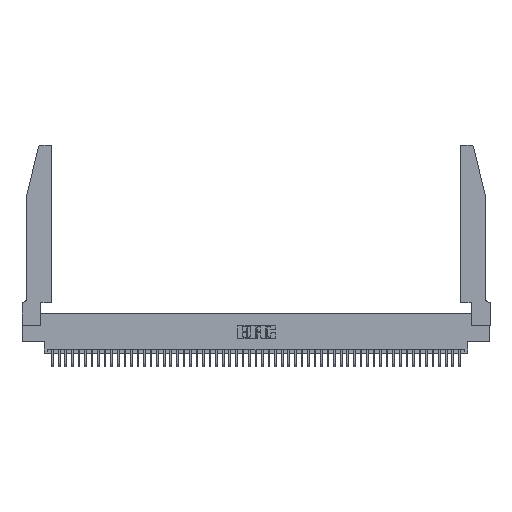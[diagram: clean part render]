
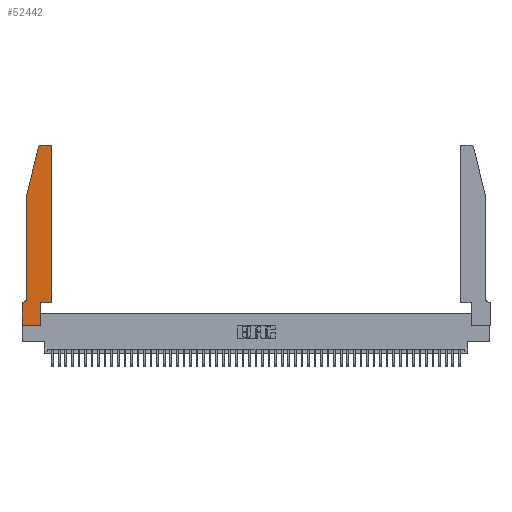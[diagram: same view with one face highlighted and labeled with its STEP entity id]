
A CAD part, top view. The second image highlights one B-rep face of the part: STEP entity #52442.
In plain terms, the highlighted planar face has unit normal (0, 0, 1).
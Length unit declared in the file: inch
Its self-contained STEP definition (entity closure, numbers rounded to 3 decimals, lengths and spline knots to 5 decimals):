
#260 = EDGE_LOOP ( 'NONE', ( #18112, #11090, #43784, #18788, #9187, #9853, #1273, #6584, #52658, #32429, #14358, #16928 ) ) ;
#1273 = ORIENTED_EDGE ( 'NONE', *, *, #4953, .T. ) ;
#1758 = PLANE ( 'NONE',  #33372 ) ;
#2025 = DIRECTION ( 'NONE',  ( 0., 0., 1. ) ) ;
#2472 = CARTESIAN_POINT ( 'NONE',  ( 0.4505, 2.72, 0.37 ) ) ;
#2505 = CARTESIAN_POINT ( 'NONE',  ( 0., 0., 0.37 ) ) ;
#3927 = CARTESIAN_POINT ( 'NONE',  ( 0.25487, 2.72718, 0.37 ) ) ;
#4953 = EDGE_CURVE ( 'NONE', #42913, #52534, #38199, .T. ) ;
#5517 = VERTEX_POINT ( 'NONE', #3927 ) ;
#5775 = CARTESIAN_POINT ( 'NONE',  ( 0.2865, 0., 0.37 ) ) ;
#5815 = EDGE_CURVE ( 'NONE', #32414, #36685, #51324, .T. ) ;
#5909 = LINE ( 'NONE', #11926, #16908 ) ;
#6000 = DIRECTION ( 'NONE',  ( 1., 0., 0. ) ) ;
#6584 = ORIENTED_EDGE ( 'NONE', *, *, #32841, .T. ) ;
#6874 = VECTOR ( 'NONE', #14279, 39.37008 ) ;
#7741 = VERTEX_POINT ( 'NONE', #51631 ) ;
#8996 = LINE ( 'NONE', #40649, #29599 ) ;
#9187 = ORIENTED_EDGE ( 'NONE', *, *, #9704, .T. ) ;
#9704 = EDGE_CURVE ( 'NONE', #30560, #7741, #46874, .T. ) ;
#9853 = ORIENTED_EDGE ( 'NONE', *, *, #33585, .T. ) ;
#10804 = CARTESIAN_POINT ( 'NONE',  ( 0.4505, 0.35, 0.37 ) ) ;
#11090 = ORIENTED_EDGE ( 'NONE', *, *, #48790, .T. ) ;
#11926 = CARTESIAN_POINT ( 'NONE',  ( 0.2865, 0.35, 0.37 ) ) ;
#13756 = LINE ( 'NONE', #21778, #34353 ) ;
#13865 = EDGE_CURVE ( 'NONE', #5517, #32479, #13756, .T. ) ;
#13890 = DIRECTION ( 'NONE',  ( 1., 0., 0. ) ) ;
#14109 = CARTESIAN_POINT ( 'NONE',  ( 0.0755, 2., 0.37 ) ) ;
#14162 = CARTESIAN_POINT ( 'NONE',  ( 0., 0.35, 0.37 ) ) ;
#14279 = DIRECTION ( 'NONE',  ( 0., -1., 0. ) ) ;
#14358 = ORIENTED_EDGE ( 'NONE', *, *, #48866, .T. ) ;
#14532 = CARTESIAN_POINT ( 'NONE',  ( 0.0755, 0.35, 0.37 ) ) ;
#14684 = CARTESIAN_POINT ( 'NONE',  ( 0.0055, 0.42, 0.37 ) ) ;
#16908 = VECTOR ( 'NONE', #40651, 39.37008 ) ;
#16928 = ORIENTED_EDGE ( 'NONE', *, *, #5815, .T. ) ;
#17653 = AXIS2_PLACEMENT_3D ( 'NONE', #14684, #43372, #18809 ) ;
#18112 = ORIENTED_EDGE ( 'NONE', *, *, #23168, .T. ) ;
#18678 = CARTESIAN_POINT ( 'NONE',  ( 0.284, 2.72, 0.37 ) ) ;
#18774 = CARTESIAN_POINT ( 'NONE',  ( 0.0755, 0.42, 0.37 ) ) ;
#18788 = ORIENTED_EDGE ( 'NONE', *, *, #28651, .T. ) ;
#18809 = DIRECTION ( 'NONE',  ( -1., 0., 0. ) ) ;
#19432 = CARTESIAN_POINT ( 'NONE',  ( 0.2865, 0.35, 0.37 ) ) ;
#20493 = EDGE_CURVE ( 'NONE', #51314, #40347, #8996, .T. ) ;
#21509 = VERTEX_POINT ( 'NONE', #5775 ) ;
#21778 = CARTESIAN_POINT ( 'NONE',  ( 0.0755, 2., 0.37 ) ) ;
#22843 = DIRECTION ( 'NONE',  ( 1., 0., 0. ) ) ;
#23168 = EDGE_CURVE ( 'NONE', #36685, #50493, #29368, .T. ) ;
#24775 = DIRECTION ( 'NONE',  ( 0., -1., 0. ) ) ;
#25037 = VECTOR ( 'NONE', #35050, 39.37008 ) ;
#26323 = LINE ( 'NONE', #14532, #25037 ) ;
#26839 = CARTESIAN_POINT ( 'NONE',  ( 0.4205, 2.72, 0.37 ) ) ;
#27285 = VECTOR ( 'NONE', #24775, 39.37008 ) ;
#28651 = EDGE_CURVE ( 'NONE', #32479, #30560, #30137, .T. ) ;
#28666 = CARTESIAN_POINT ( 'NONE',  ( 0.4205, 2.75, 0.37 ) ) ;
#29368 = LINE ( 'NONE', #47854, #38944 ) ;
#29599 = VECTOR ( 'NONE', #36553, 39.37008 ) ;
#30137 = LINE ( 'NONE', #14109, #6874 ) ;
#30560 = VERTEX_POINT ( 'NONE', #18774 ) ;
#30754 = DIRECTION ( 'NONE',  ( 0., 0., 1. ) ) ;
#31002 = DIRECTION ( 'NONE',  ( 1., 0., 0. ) ) ;
#31251 = EDGE_CURVE ( 'NONE', #21509, #51314, #5909, .T. ) ;
#32414 = VERTEX_POINT ( 'NONE', #2472 ) ;
#32429 = ORIENTED_EDGE ( 'NONE', *, *, #20493, .T. ) ;
#32479 = VERTEX_POINT ( 'NONE', #40174 ) ;
#32674 = CARTESIAN_POINT ( 'NONE',  ( 0., 0.35, 0.37 ) ) ;
#32841 = EDGE_CURVE ( 'NONE', #52534, #21509, #40538, .T. ) ;
#33372 = AXIS2_PLACEMENT_3D ( 'NONE', #14162, #30754, #6000 ) ;
#33585 = EDGE_CURVE ( 'NONE', #7741, #42913, #26323, .T. ) ;
#34181 = DIRECTION ( 'NONE',  ( -0.239, -0.971, 0. ) ) ;
#34353 = VECTOR ( 'NONE', #34181, 39.37008 ) ;
#34407 = CARTESIAN_POINT ( 'NONE',  ( 0., 0., 0.37 ) ) ;
#34440 = AXIS2_PLACEMENT_3D ( 'NONE', #26839, #2025, #31002 ) ;
#34957 = FACE_OUTER_BOUND ( 'NONE', #260, .T. ) ;
#35050 = DIRECTION ( 'NONE',  ( -1., 0., 0. ) ) ;
#36553 = DIRECTION ( 'NONE',  ( 1., 0., 0. ) ) ;
#36685 = VERTEX_POINT ( 'NONE', #28666 ) ;
#36826 = CARTESIAN_POINT ( 'NONE',  ( 0.4505, 0.35, 0.37 ) ) ;
#38199 = LINE ( 'NONE', #49017, #27285 ) ;
#38944 = VECTOR ( 'NONE', #43809, 39.37008 ) ;
#39944 = CIRCLE ( 'NONE', #49879, 0.03 ) ;
#40174 = CARTESIAN_POINT ( 'NONE',  ( 0.0755, 2., 0.37 ) ) ;
#40347 = VERTEX_POINT ( 'NONE', #36826 ) ;
#40538 = LINE ( 'NONE', #34407, #49973 ) ;
#40649 = CARTESIAN_POINT ( 'NONE',  ( 0.4505, 0.35, 0.37 ) ) ;
#40651 = DIRECTION ( 'NONE',  ( 0., 1., 0. ) ) ;
#41418 = DIRECTION ( 'NONE',  ( 0., 1., 0. ) ) ;
#42913 = VERTEX_POINT ( 'NONE', #32674 ) ;
#43372 = DIRECTION ( 'NONE',  ( 0., 0., -1. ) ) ;
#43784 = ORIENTED_EDGE ( 'NONE', *, *, #13865, .T. ) ;
#43809 = DIRECTION ( 'NONE',  ( -1., 0., 0. ) ) ;
#45599 = VECTOR ( 'NONE', #41418, 39.37008 ) ;
#46832 = LINE ( 'NONE', #10804, #45599 ) ;
#46874 = CIRCLE ( 'NONE', #17653, 0.07 ) ;
#47270 = DIRECTION ( 'NONE',  ( 0., 0., 1. ) ) ;
#47854 = CARTESIAN_POINT ( 'NONE',  ( 0.2605, 2.75, 0.37 ) ) ;
#48790 = EDGE_CURVE ( 'NONE', #50493, #5517, #39944, .T. ) ;
#48866 = EDGE_CURVE ( 'NONE', #40347, #32414, #46832, .T. ) ;
#49017 = CARTESIAN_POINT ( 'NONE',  ( 0., 0., 0.37 ) ) ;
#49879 = AXIS2_PLACEMENT_3D ( 'NONE', #18678, #47270, #22843 ) ;
#49973 = VECTOR ( 'NONE', #13890, 39.37008 ) ;
#50493 = VERTEX_POINT ( 'NONE', #51242 ) ;
#51242 = CARTESIAN_POINT ( 'NONE',  ( 0.284, 2.75, 0.37 ) ) ;
#51314 = VERTEX_POINT ( 'NONE', #19432 ) ;
#51324 = CIRCLE ( 'NONE', #34440, 0.03 ) ;
#51631 = CARTESIAN_POINT ( 'NONE',  ( 0.0055, 0.35, 0.37 ) ) ;
#52442 = ADVANCED_FACE ( 'NONE', ( #34957 ), #1758, .T. ) ;
#52534 = VERTEX_POINT ( 'NONE', #2505 ) ;
#52658 = ORIENTED_EDGE ( 'NONE', *, *, #31251, .T. ) ;
